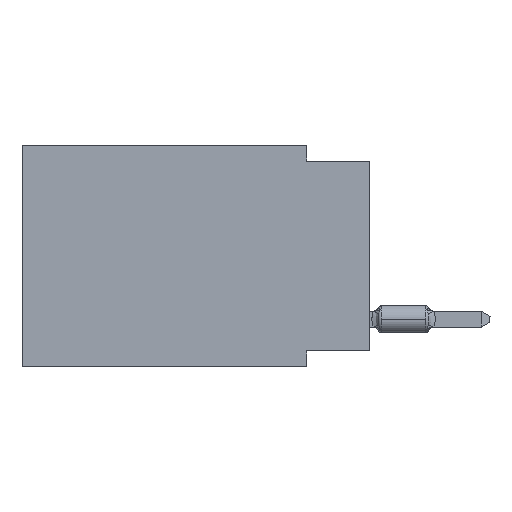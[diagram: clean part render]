
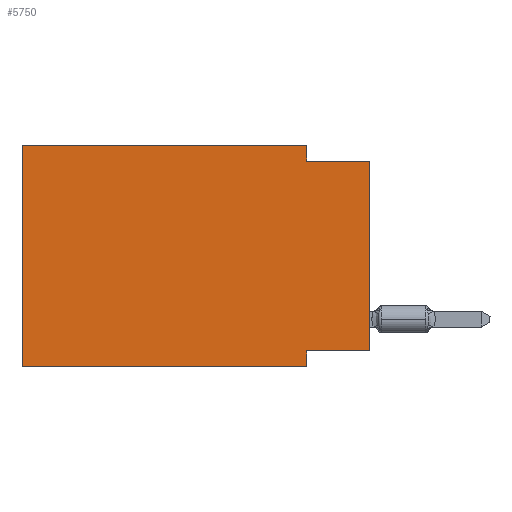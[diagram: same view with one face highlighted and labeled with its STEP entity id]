
A CAD part, left-side view. The second image highlights one B-rep face of the part: STEP entity #5750.
In plain terms, the highlighted planar face has unit normal (-1, 0, 0).
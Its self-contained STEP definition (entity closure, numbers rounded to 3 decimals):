
#203 = ORIENTED_EDGE ( 'NONE', *, *, #11332, .F. ) ;
#2309 = VECTOR ( 'NONE', #76690, 1000. ) ;
#4128 = VERTEX_POINT ( 'NONE', #74788 ) ;
#5750 = ADVANCED_FACE ( 'NONE', ( #72085 ), #41034, .F. ) ;
#10165 = EDGE_CURVE ( 'NONE', #49952, #42379, #91314, .T. ) ;
#10837 = ORIENTED_EDGE ( 'NONE', *, *, #18471, .F. ) ;
#11332 = EDGE_CURVE ( 'NONE', #49952, #89805, #18369, .T. ) ;
#15256 = CARTESIAN_POINT ( 'NONE',  ( 0., 0., -8.255 ) ) ;
#15668 = CARTESIAN_POINT ( 'NONE',  ( 0., 2.54, 0. ) ) ;
#17821 = DIRECTION ( 'NONE',  ( 0., 0., -1. ) ) ;
#18077 = CARTESIAN_POINT ( 'NONE',  ( 0., 13.97, 0. ) ) ;
#18369 = LINE ( 'NONE', #27318, #71590 ) ;
#18471 = EDGE_CURVE ( 'NONE', #31780, #4128, #20674, .T. ) ;
#20346 = LINE ( 'NONE', #22403, #2309 ) ;
#20406 = VERTEX_POINT ( 'NONE', #39196 ) ;
#20674 = LINE ( 'NONE', #71171, #82572 ) ;
#22403 = CARTESIAN_POINT ( 'NONE',  ( 0., 13.97, 0. ) ) ;
#23646 = CARTESIAN_POINT ( 'NONE',  ( 0., 13.97, 0. ) ) ;
#25744 = VERTEX_POINT ( 'NONE', #18077 ) ;
#26781 = EDGE_CURVE ( 'NONE', #89805, #90693, #67317, .T. ) ;
#27318 = CARTESIAN_POINT ( 'NONE',  ( 0., 0., -8.255 ) ) ;
#30650 = VECTOR ( 'NONE', #63752, 1000. ) ;
#31604 = ORIENTED_EDGE ( 'NONE', *, *, #71608, .T. ) ;
#31780 = VERTEX_POINT ( 'NONE', #15668 ) ;
#34354 = DIRECTION ( 'NONE',  ( 0., -1., 0. ) ) ;
#34511 = ORIENTED_EDGE ( 'NONE', *, *, #38258, .F. ) ;
#38258 = EDGE_CURVE ( 'NONE', #25744, #31780, #20346, .T. ) ;
#38745 = CARTESIAN_POINT ( 'NONE',  ( 0., 0., -0.635 ) ) ;
#38768 = LINE ( 'NONE', #70883, #41512 ) ;
#39196 = CARTESIAN_POINT ( 'NONE',  ( 0., 13.97, -8.89 ) ) ;
#40734 = EDGE_LOOP ( 'NONE', ( #57407, #48963, #10837, #34511, #55739, #31604, #96780, #203 ) ) ;
#41034 = PLANE ( 'NONE',  #69441 ) ;
#41512 = VECTOR ( 'NONE', #96141, 1000. ) ;
#42379 = VERTEX_POINT ( 'NONE', #38745 ) ;
#43923 = DIRECTION ( 'NONE',  ( 0., 0., 1. ) ) ;
#45418 = DIRECTION ( 'NONE',  ( 0., 0., -1. ) ) ;
#47889 = DIRECTION ( 'NONE',  ( 0., 0., -1. ) ) ;
#48963 = ORIENTED_EDGE ( 'NONE', *, *, #104063, .F. ) ;
#49463 = DIRECTION ( 'NONE',  ( 1., 0., 0. ) ) ;
#49952 = VERTEX_POINT ( 'NONE', #15256 ) ;
#54547 = CARTESIAN_POINT ( 'NONE',  ( 0., 2.54, -8.255 ) ) ;
#55739 = ORIENTED_EDGE ( 'NONE', *, *, #62748, .F. ) ;
#55889 = VECTOR ( 'NONE', #17821, 1000. ) ;
#57407 = ORIENTED_EDGE ( 'NONE', *, *, #10165, .T. ) ;
#59720 = CARTESIAN_POINT ( 'NONE',  ( 0., 0., 0. ) ) ;
#62748 = EDGE_CURVE ( 'NONE', #20406, #25744, #38768, .T. ) ;
#63752 = DIRECTION ( 'NONE',  ( 0., -1., 0. ) ) ;
#65760 = DIRECTION ( 'NONE',  ( 0., 1., 0. ) ) ;
#67317 = LINE ( 'NONE', #91540, #55889 ) ;
#68029 = CARTESIAN_POINT ( 'NONE',  ( 0., 0., -0.635 ) ) ;
#69441 = AXIS2_PLACEMENT_3D ( 'NONE', #23646, #49463, #47889 ) ;
#70883 = CARTESIAN_POINT ( 'NONE',  ( 0., 13.97, 0. ) ) ;
#71171 = CARTESIAN_POINT ( 'NONE',  ( 0., 2.54, 0. ) ) ;
#71590 = VECTOR ( 'NONE', #65760, 1000. ) ;
#71608 = EDGE_CURVE ( 'NONE', #20406, #90693, #79035, .T. ) ;
#72085 = FACE_OUTER_BOUND ( 'NONE', #40734, .T. ) ;
#74788 = CARTESIAN_POINT ( 'NONE',  ( 0., 2.54, -0.635 ) ) ;
#76690 = DIRECTION ( 'NONE',  ( 0., -1., 0. ) ) ;
#76957 = LINE ( 'NONE', #68029, #80295 ) ;
#79035 = LINE ( 'NONE', #95354, #30650 ) ;
#80295 = VECTOR ( 'NONE', #34354, 1000. ) ;
#82572 = VECTOR ( 'NONE', #45418, 1000. ) ;
#86558 = VECTOR ( 'NONE', #43923, 1000. ) ;
#89805 = VERTEX_POINT ( 'NONE', #54547 ) ;
#90693 = VERTEX_POINT ( 'NONE', #96888 ) ;
#91314 = LINE ( 'NONE', #59720, #86558 ) ;
#91540 = CARTESIAN_POINT ( 'NONE',  ( 0., 2.54, -8.89 ) ) ;
#95354 = CARTESIAN_POINT ( 'NONE',  ( 0., 13.97, -8.89 ) ) ;
#96141 = DIRECTION ( 'NONE',  ( 0., 0., 1. ) ) ;
#96780 = ORIENTED_EDGE ( 'NONE', *, *, #26781, .F. ) ;
#96888 = CARTESIAN_POINT ( 'NONE',  ( 0., 2.54, -8.89 ) ) ;
#104063 = EDGE_CURVE ( 'NONE', #4128, #42379, #76957, .T. ) ;
